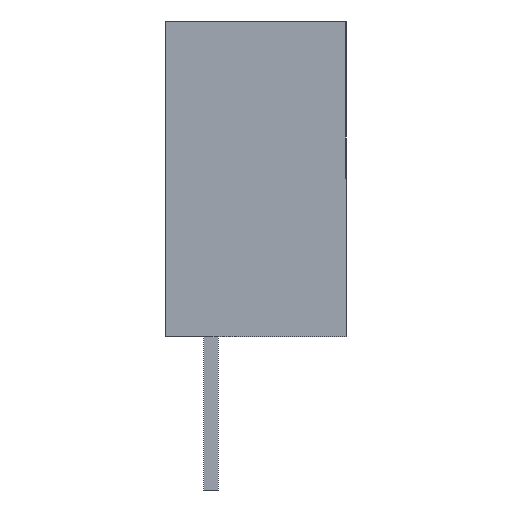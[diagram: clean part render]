
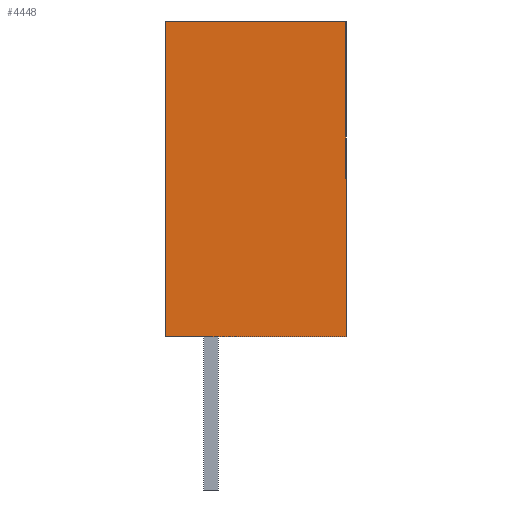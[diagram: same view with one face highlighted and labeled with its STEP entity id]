
A CAD part, left-side view. The second image highlights one B-rep face of the part: STEP entity #4448.
In plain terms, the highlighted planar face has unit normal (-1, 0, 0).
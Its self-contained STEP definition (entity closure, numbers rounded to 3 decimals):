
#782 = VERTEX_POINT('',#783);
#783 = CARTESIAN_POINT('',(-24.384,8.89,2.54));
#789 = EDGE_CURVE('',#782,#790,#792,.T.);
#790 = VERTEX_POINT('',#791);
#791 = CARTESIAN_POINT('',(-24.384,0.,2.54));
#792 = LINE('',#793,#794);
#793 = CARTESIAN_POINT('',(-24.384,8.89,2.54));
#794 = VECTOR('',#795,1.);
#795 = DIRECTION('',(0.,-1.,0.));
#830 = VERTEX_POINT('',#831);
#831 = CARTESIAN_POINT('',(-24.384,0.,-2.54));
#837 = EDGE_CURVE('',#838,#830,#840,.T.);
#838 = VERTEX_POINT('',#839);
#839 = CARTESIAN_POINT('',(-24.384,8.89,-2.54));
#840 = LINE('',#841,#842);
#841 = CARTESIAN_POINT('',(-24.384,8.89,-2.54));
#842 = VECTOR('',#843,1.);
#843 = DIRECTION('',(0.,-1.,0.));
#954 = EDGE_CURVE('',#830,#790,#955,.T.);
#955 = LINE('',#956,#957);
#956 = CARTESIAN_POINT('',(-24.384,0.,-2.54));
#957 = VECTOR('',#958,1.);
#958 = DIRECTION('',(0.,0.,1.));
#3768 = EDGE_CURVE('',#838,#782,#3769,.T.);
#3769 = LINE('',#3770,#3771);
#3770 = CARTESIAN_POINT('',(-24.384,8.89,-2.54));
#3771 = VECTOR('',#3772,1.);
#3772 = DIRECTION('',(0.,0.,1.));
#4448 = ADVANCED_FACE('',(#4449),#4455,.F.);
#4449 = FACE_BOUND('',#4450,.T.);
#4450 = EDGE_LOOP('',(#4451,#4452,#4453,#4454));
#4451 = ORIENTED_EDGE('',*,*,#954,.T.);
#4452 = ORIENTED_EDGE('',*,*,#789,.F.);
#4453 = ORIENTED_EDGE('',*,*,#3768,.F.);
#4454 = ORIENTED_EDGE('',*,*,#837,.T.);
#4455 = PLANE('',#4456);
#4456 = AXIS2_PLACEMENT_3D('',#4457,#4458,#4459);
#4457 = CARTESIAN_POINT('',(-24.384,8.89,-2.54));
#4458 = DIRECTION('',(1.,0.,0.));
#4459 = DIRECTION('',(0.,0.,-1.));
